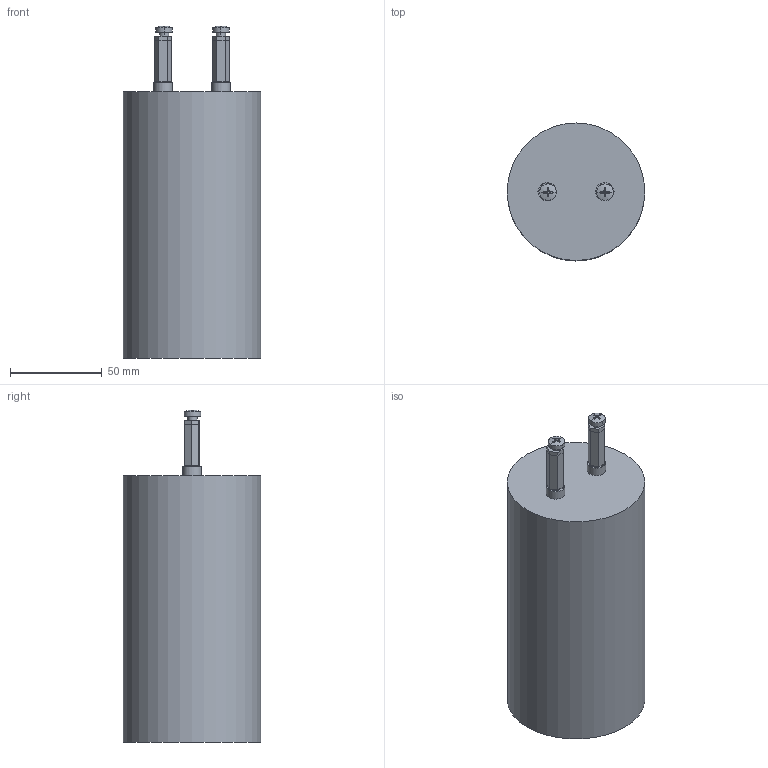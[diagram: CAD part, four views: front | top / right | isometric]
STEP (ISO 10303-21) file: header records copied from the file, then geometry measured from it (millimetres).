
FILE_DESCRIPTION(('FreeCAD Model'),'2;1');
FILE_NAME('Screw1_sp_sp.step' ,'2017-07-28T13:16:02',('kicad StepUp'),('ksu MCAD'), 'Open CASCADE STEP processor 6.8','FreeCAD','Unknown');
FILE_SCHEMA(('AUTOMOTIVE_DESIGN_CC2 { 1 2 10303 214 -1 1 5 4 }'));
Length unit declared in the file: millimetre
Products named in the file (2): ASSEMBLY; Screw1_sp_sp
Assembly tree (1 placements, depth 2):
  ASSEMBLY
    Screw1_sp_sp
Bounding box: 75 x 75 x 180.96 mm (x, y, z)
Volume: 644555.7 mm3; surface area: 45476.6 mm2
Topology: 2 solids, 4 shells, 129 faces, 315 edges, 198 vertices
Faces by surface type: plane 76, cylinder 29, cone 16, sphere 4, torus 4
Full cylindrical faces by diameter (mm): 10 x2, 75 x1
Entity records: 4822 total; most frequent: CARTESIAN_POINT 797, DIRECTION 680, ORIENTED_EDGE 622, EDGE_CURVE 311, AXIS2_PLACEMENT_3D 250, VERTEX_POINT 198, LINE 180, VECTOR 180
